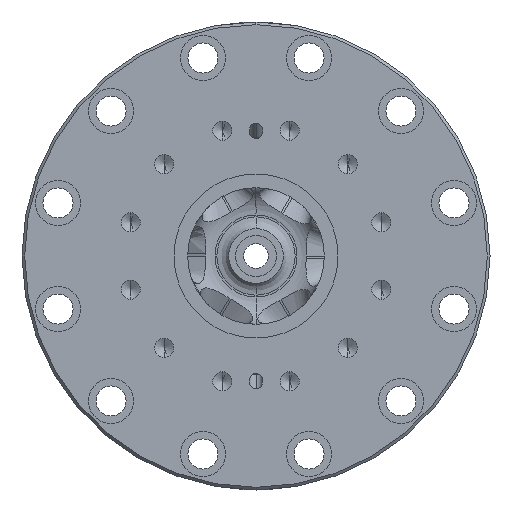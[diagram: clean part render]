
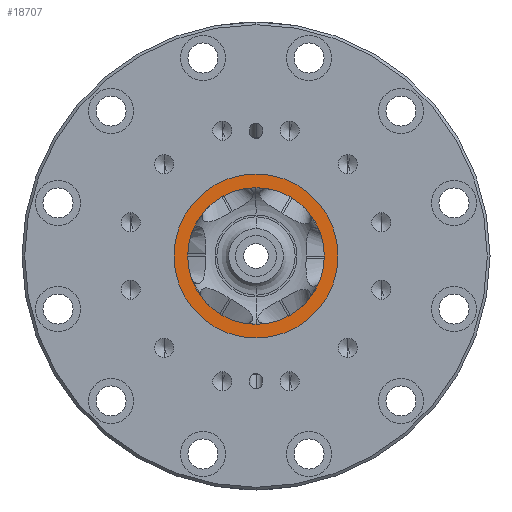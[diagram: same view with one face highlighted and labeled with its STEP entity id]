
A CAD part, left-side view. The second image highlights one B-rep face of the part: STEP entity #18707.
In plain terms, the highlighted planar face has unit normal (-1, 0, 0).
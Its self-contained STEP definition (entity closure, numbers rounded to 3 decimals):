
#2916 = CARTESIAN_POINT ( 'NONE',  ( -61., 0., 0. ) ) ;
#2969 = AXIS2_PLACEMENT_3D ( 'NONE', #2916, #20464, #7830 ) ;
#3124 = CIRCLE ( 'NONE', #8663, 60. ) ;
#3619 = AXIS2_PLACEMENT_3D ( 'NONE', #17491, #32199, #4798 ) ;
#3740 = EDGE_CURVE ( 'NONE', #6440, #25949, #17154, .T. ) ;
#4614 = EDGE_LOOP ( 'NONE', ( #5202, #31641 ) ) ;
#4798 = DIRECTION ( 'NONE',  ( 0., 0., 1. ) ) ;
#4914 = EDGE_CURVE ( 'NONE', #25949, #6440, #22663, .T. ) ;
#5202 = ORIENTED_EDGE ( 'NONE', *, *, #4914, .F. ) ;
#5462 = DIRECTION ( 'NONE',  ( -1., 0., 0. ) ) ;
#5932 = CARTESIAN_POINT ( 'NONE',  ( -61., 0., -60. ) ) ;
#6440 = VERTEX_POINT ( 'NONE', #18592 ) ;
#7157 = AXIS2_PLACEMENT_3D ( 'NONE', #14192, #16714, #21911 ) ;
#7220 = ORIENTED_EDGE ( 'NONE', *, *, #10613, .T. ) ;
#7830 = DIRECTION ( 'NONE',  ( 0., 0., 1. ) ) ;
#7949 = DIRECTION ( 'NONE',  ( 0., 0., 1. ) ) ;
#8030 = CARTESIAN_POINT ( 'NONE',  ( -61., 0., -50. ) ) ;
#8151 = DIRECTION ( 'NONE',  ( 0., 0., 1. ) ) ;
#8663 = AXIS2_PLACEMENT_3D ( 'NONE', #13493, #26041, #8151 ) ;
#9484 = EDGE_LOOP ( 'NONE', ( #22409, #7220 ) ) ;
#10613 = EDGE_CURVE ( 'NONE', #29184, #20260, #3124, .T. ) ;
#11226 = PLANE ( 'NONE',  #12347 ) ;
#11338 = CARTESIAN_POINT ( 'NONE',  ( -61., 0., 0. ) ) ;
#11372 = FACE_OUTER_BOUND ( 'NONE', #9484, .T. ) ;
#12347 = AXIS2_PLACEMENT_3D ( 'NONE', #11338, #5462, #7949 ) ;
#13493 = CARTESIAN_POINT ( 'NONE',  ( -61., 0., 0. ) ) ;
#14192 = CARTESIAN_POINT ( 'NONE',  ( -61., 0., 0. ) ) ;
#16714 = DIRECTION ( 'NONE',  ( -1., 0., 0. ) ) ;
#16783 = CARTESIAN_POINT ( 'NONE',  ( -61., 0., 60. ) ) ;
#17154 = CIRCLE ( 'NONE', #7157, 50. ) ;
#17491 = CARTESIAN_POINT ( 'NONE',  ( -61., 0., 0. ) ) ;
#18592 = CARTESIAN_POINT ( 'NONE',  ( -61., 0., 50. ) ) ;
#18707 = ADVANCED_FACE ( 'NONE', ( #30269, #11372 ), #11226, .T. ) ;
#19621 = CIRCLE ( 'NONE', #2969, 60. ) ;
#20260 = VERTEX_POINT ( 'NONE', #16783 ) ;
#20464 = DIRECTION ( 'NONE',  ( -1., 0., 0. ) ) ;
#21911 = DIRECTION ( 'NONE',  ( 0., 0., 1. ) ) ;
#22409 = ORIENTED_EDGE ( 'NONE', *, *, #22547, .T. ) ;
#22547 = EDGE_CURVE ( 'NONE', #20260, #29184, #19621, .T. ) ;
#22663 = CIRCLE ( 'NONE', #3619, 50. ) ;
#25949 = VERTEX_POINT ( 'NONE', #8030 ) ;
#26041 = DIRECTION ( 'NONE',  ( -1., 0., 0. ) ) ;
#29184 = VERTEX_POINT ( 'NONE', #5932 ) ;
#30269 = FACE_BOUND ( 'NONE', #4614, .T. ) ;
#31641 = ORIENTED_EDGE ( 'NONE', *, *, #3740, .F. ) ;
#32199 = DIRECTION ( 'NONE',  ( -1., 0., 0. ) ) ;
